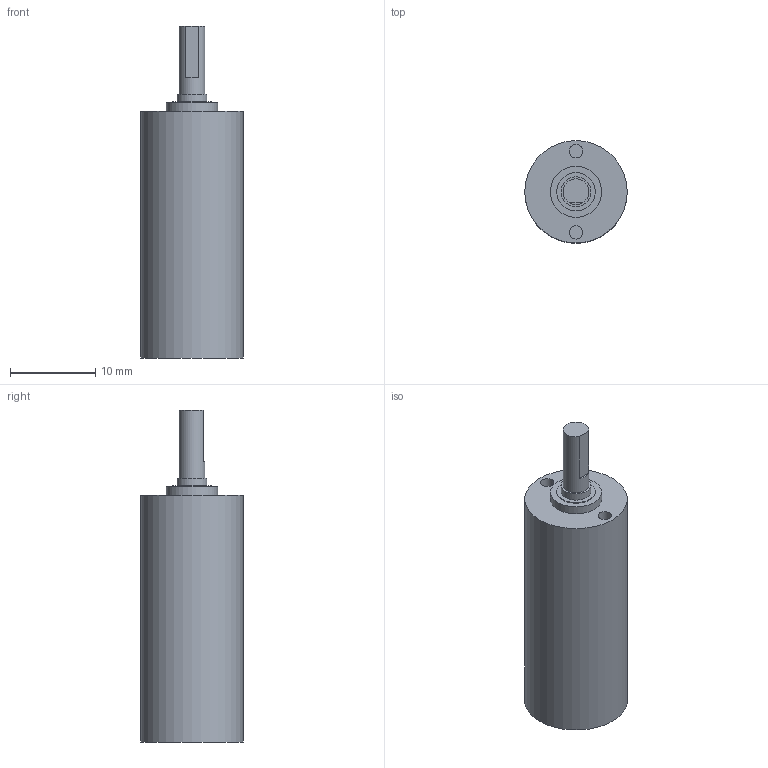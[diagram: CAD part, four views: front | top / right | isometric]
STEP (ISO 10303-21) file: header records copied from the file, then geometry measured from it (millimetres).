
FILE_DESCRIPTION((''),'2;1');
FILE_NAME('12_4K 4stage.stp','2012-05-24T15:53:32',('bonazzoli'),(''),'Autodesk Inventor 2012','Autodesk Inventor 2012','');
FILE_SCHEMA(('AUTOMOTIVE_DESIGN { 1 0 10303 214 1 1 1 1 }'));
Length unit declared in the file: millimetre
Products named in the file (1): 12_4K 4stage
Bounding box: 12 x 12 x 38.9 mm (x, y, z)
Volume: 3354.7 mm3; surface area: 1440.5 mm2
Topology: 1 solids, 1 shells, 17 faces, 27 edges, 18 vertices
Faces by surface type: plane 10, cylinder 7
Full cylindrical faces by diameter (mm): 1.567 x2, 3 x1, 3.5 x1, 4.5 x1, 6 x1, 12 x1
Entity records: 378 total; most frequent: DIRECTION 70, CARTESIAN_POINT 54, ORIENTED_EDGE 38, AXIS2_PLACEMENT_3D 33, EDGE_LOOP 30, EDGE_CURVE 19, VERTEX_POINT 17, FACE_OUTER_BOUND 17
